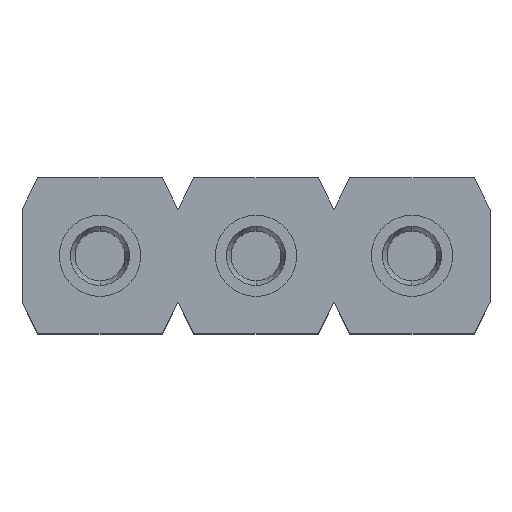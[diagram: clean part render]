
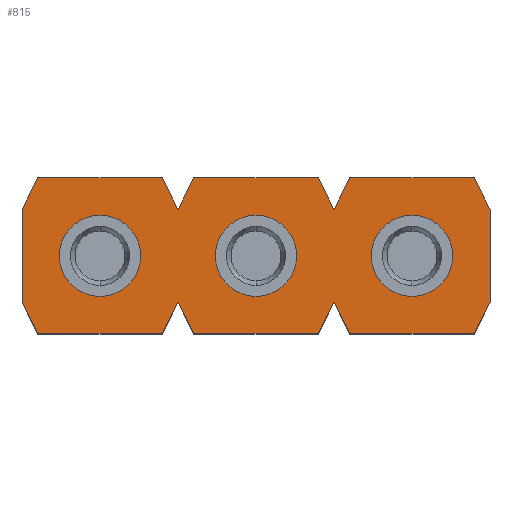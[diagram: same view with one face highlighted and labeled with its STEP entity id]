
A CAD part, top view. The second image highlights one B-rep face of the part: STEP entity #815.
In plain terms, the highlighted planar face has unit normal (0, 0, 1).
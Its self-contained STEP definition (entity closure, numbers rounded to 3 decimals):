
#70=CARTESIAN_POINT('',(0.66,0.,4.42));
#71=VERTEX_POINT('',#70);
#80=CARTESIAN_POINT('',(0.0,0.66,4.42));
#81=VERTEX_POINT('',#80);
#82=CARTESIAN_POINT('',(0.0,0.,4.42));
#83=DIRECTION('',(0.0,0.0,1.0));
#84=DIRECTION('',(0.0,1.0,0.0));
#85=AXIS2_PLACEMENT_3D('',#82,#83,#84);
#86=CIRCLE('',#85,0.66);
#87=EDGE_CURVE('',#71,#81,#86,.T.);
#89=CARTESIAN_POINT('',(-0.66,0.,4.42));
#90=VERTEX_POINT('',#89);
#91=CARTESIAN_POINT('',(0.0,0.,4.42));
#92=DIRECTION('',(0.0,0.0,1.0));
#93=DIRECTION('',(0.0,1.0,0.0));
#94=AXIS2_PLACEMENT_3D('',#91,#92,#93);
#95=CIRCLE('',#94,0.66);
#96=EDGE_CURVE('',#81,#90,#95,.T.);
#130=CARTESIAN_POINT('',(3.2,0.,4.42));
#131=VERTEX_POINT('',#130);
#140=CARTESIAN_POINT('',(2.54,0.66,4.42));
#141=VERTEX_POINT('',#140);
#142=CARTESIAN_POINT('',(2.54,0.,4.42));
#143=DIRECTION('',(0.0,0.0,1.0));
#144=DIRECTION('',(0.0,1.0,0.0));
#145=AXIS2_PLACEMENT_3D('',#142,#143,#144);
#146=CIRCLE('',#145,0.66);
#147=EDGE_CURVE('',#131,#141,#146,.T.);
#149=CARTESIAN_POINT('',(1.88,0.,4.42));
#150=VERTEX_POINT('',#149);
#151=CARTESIAN_POINT('',(2.54,0.,4.42));
#152=DIRECTION('',(0.0,0.0,1.0));
#153=DIRECTION('',(0.0,1.0,0.0));
#154=AXIS2_PLACEMENT_3D('',#151,#152,#153);
#155=CIRCLE('',#154,0.66);
#156=EDGE_CURVE('',#141,#150,#155,.T.);
#190=CARTESIAN_POINT('',(5.74,0.,4.42));
#191=VERTEX_POINT('',#190);
#200=CARTESIAN_POINT('',(5.08,0.66,4.42));
#201=VERTEX_POINT('',#200);
#202=CARTESIAN_POINT('',(5.08,0.,4.42));
#203=DIRECTION('',(0.0,0.0,1.0));
#204=DIRECTION('',(0.0,1.0,0.0));
#205=AXIS2_PLACEMENT_3D('',#202,#203,#204);
#206=CIRCLE('',#205,0.66);
#207=EDGE_CURVE('',#191,#201,#206,.T.);
#209=CARTESIAN_POINT('',(4.42,0.,4.42));
#210=VERTEX_POINT('',#209);
#211=CARTESIAN_POINT('',(5.08,0.,4.42));
#212=DIRECTION('',(0.0,0.0,1.0));
#213=DIRECTION('',(0.0,1.0,0.0));
#214=AXIS2_PLACEMENT_3D('',#211,#212,#213);
#215=CIRCLE('',#214,0.66);
#216=EDGE_CURVE('',#201,#210,#215,.T.);
#259=CARTESIAN_POINT('',(5.08,0.,4.42));
#260=DIRECTION('',(0.0,0.0,1.0));
#261=DIRECTION('',(0.0,1.0,0.0));
#262=AXIS2_PLACEMENT_3D('',#259,#260,#261);
#263=CIRCLE('',#262,0.66);
#264=EDGE_CURVE('',#210,#191,#263,.T.);
#283=CARTESIAN_POINT('',(2.54,0.,4.42));
#284=DIRECTION('',(0.0,0.0,1.0));
#285=DIRECTION('',(0.0,1.0,0.0));
#286=AXIS2_PLACEMENT_3D('',#283,#284,#285);
#287=CIRCLE('',#286,0.66);
#288=EDGE_CURVE('',#150,#131,#287,.T.);
#307=CARTESIAN_POINT('',(0.0,0.,4.42));
#308=DIRECTION('',(0.0,0.0,1.0));
#309=DIRECTION('',(0.0,1.0,0.0));
#310=AXIS2_PLACEMENT_3D('',#307,#308,#309);
#311=CIRCLE('',#310,0.66);
#312=EDGE_CURVE('',#90,#71,#311,.T.);
#322=CARTESIAN_POINT('',(1.524,-1.27,4.42));
#323=VERTEX_POINT('',#322);
#324=CARTESIAN_POINT('',(3.556,-1.27,4.42));
#325=VERTEX_POINT('',#324);
#326=CARTESIAN_POINT('',(1.524,-1.27,4.42));
#327=DIRECTION('',(1.0,0.0,0.0));
#328=VECTOR('',#327,2.032);
#329=LINE('',#326,#328);
#330=EDGE_CURVE('',#323,#325,#329,.T.);
#362=CARTESIAN_POINT('',(1.016,1.27,4.42));
#363=VERTEX_POINT('',#362);
#364=CARTESIAN_POINT('',(-1.016,1.27,4.42));
#365=VERTEX_POINT('',#364);
#366=CARTESIAN_POINT('',(1.016,1.27,4.42));
#367=DIRECTION('',(-1.0,0.0,0.0));
#368=VECTOR('',#367,2.032);
#369=LINE('',#366,#368);
#370=EDGE_CURVE('',#363,#365,#369,.T.);
#402=CARTESIAN_POINT('',(4.064,-1.27,4.42));
#403=VERTEX_POINT('',#402);
#404=CARTESIAN_POINT('',(6.096,-1.27,4.42));
#405=VERTEX_POINT('',#404);
#406=CARTESIAN_POINT('',(4.064,-1.27,4.42));
#407=DIRECTION('',(1.0,0.0,0.0));
#408=VECTOR('',#407,2.032);
#409=LINE('',#406,#408);
#410=EDGE_CURVE('',#403,#405,#409,.T.);
#452=CARTESIAN_POINT('',(1.524,1.27,4.42));
#453=VERTEX_POINT('',#452);
#460=CARTESIAN_POINT('',(3.556,1.27,4.42));
#461=VERTEX_POINT('',#460);
#462=CARTESIAN_POINT('',(3.556,1.27,4.42));
#463=DIRECTION('',(-1.0,0.0,0.0));
#464=VECTOR('',#463,2.032);
#465=LINE('',#462,#464);
#466=EDGE_CURVE('',#461,#453,#465,.T.);
#492=CARTESIAN_POINT('',(6.35,0.762,4.42));
#493=VERTEX_POINT('',#492);
#500=CARTESIAN_POINT('',(6.35,-0.762,4.42));
#501=VERTEX_POINT('',#500);
#502=CARTESIAN_POINT('',(6.35,-0.762,4.42));
#503=DIRECTION('',(0.0,1.0,0.0));
#504=VECTOR('',#503,1.524);
#505=LINE('',#502,#504);
#506=EDGE_CURVE('',#501,#493,#505,.T.);
#530=CARTESIAN_POINT('',(6.096,1.27,4.42));
#531=VERTEX_POINT('',#530);
#538=CARTESIAN_POINT('',(6.35,0.762,4.42));
#539=DIRECTION('',(-0.447,0.894,0.0));
#540=VECTOR('',#539,0.568);
#541=LINE('',#538,#540);
#542=EDGE_CURVE('',#493,#531,#541,.T.);
#561=CARTESIAN_POINT('',(4.064,1.27,4.42));
#562=VERTEX_POINT('',#561);
#569=CARTESIAN_POINT('',(6.096,1.27,4.42));
#570=DIRECTION('',(-1.0,0.0,0.0));
#571=VECTOR('',#570,2.032);
#572=LINE('',#569,#571);
#573=EDGE_CURVE('',#531,#562,#572,.T.);
#592=CARTESIAN_POINT('',(-1.27,0.762,4.42));
#593=VERTEX_POINT('',#592);
#600=CARTESIAN_POINT('',(-1.016,1.27,4.42));
#601=DIRECTION('',(-0.447,-0.894,0.0));
#602=VECTOR('',#601,0.568);
#603=LINE('',#600,#602);
#604=EDGE_CURVE('',#365,#593,#603,.T.);
#623=CARTESIAN_POINT('',(-1.27,-0.762,4.42));
#624=VERTEX_POINT('',#623);
#631=CARTESIAN_POINT('',(-1.27,0.762,4.42));
#632=DIRECTION('',(0.0,-1.0,0.0));
#633=VECTOR('',#632,1.524);
#634=LINE('',#631,#633);
#635=EDGE_CURVE('',#593,#624,#634,.T.);
#654=CARTESIAN_POINT('',(-1.016,-1.27,4.42));
#655=VERTEX_POINT('',#654);
#662=CARTESIAN_POINT('',(-1.27,-0.762,4.42));
#663=DIRECTION('',(0.447,-0.894,0.0));
#664=VECTOR('',#663,0.568);
#665=LINE('',#662,#664);
#666=EDGE_CURVE('',#624,#655,#665,.T.);
#685=CARTESIAN_POINT('',(1.016,-1.27,4.42));
#686=VERTEX_POINT('',#685);
#693=CARTESIAN_POINT('',(-1.016,-1.27,4.42));
#694=DIRECTION('',(1.0,0.0,0.0));
#695=VECTOR('',#694,2.032);
#696=LINE('',#693,#695);
#697=EDGE_CURVE('',#655,#686,#696,.T.);
#715=CARTESIAN_POINT('',(6.096,-1.27,4.42));
#716=DIRECTION('',(0.447,0.894,0.0));
#717=VECTOR('',#716,0.568);
#718=LINE('',#715,#717);
#719=EDGE_CURVE('',#405,#501,#718,.T.);
#725=CARTESIAN_POINT('',(6.731,-1.397,4.42));
#726=DIRECTION('',(0.0,0.0,1.0));
#727=DIRECTION('',(0.0,1.0,0.0));
#728=AXIS2_PLACEMENT_3D('',#725,#726,#727);
#729=PLANE('',#728);
#730=CARTESIAN_POINT('',(1.27,-0.762,4.42));
#731=VERTEX_POINT('',#730);
#732=CARTESIAN_POINT('',(1.524,-1.27,4.42));
#733=DIRECTION('',(-0.447,0.894,0.0));
#734=VECTOR('',#733,0.568);
#735=LINE('',#732,#734);
#736=EDGE_CURVE('',#323,#731,#735,.T.);
#737=ORIENTED_EDGE('',*,*,#736,.F.);
#738=ORIENTED_EDGE('',*,*,#330,.T.);
#739=CARTESIAN_POINT('',(3.81,-0.762,4.42));
#740=VERTEX_POINT('',#739);
#741=CARTESIAN_POINT('',(3.81,-0.762,4.42));
#742=DIRECTION('',(-0.447,-0.894,0.0));
#743=VECTOR('',#742,0.568);
#744=LINE('',#741,#743);
#745=EDGE_CURVE('',#740,#325,#744,.T.);
#746=ORIENTED_EDGE('',*,*,#745,.F.);
#747=CARTESIAN_POINT('',(4.064,-1.27,4.42));
#748=DIRECTION('',(-0.447,0.894,0.0));
#749=VECTOR('',#748,0.568);
#750=LINE('',#747,#749);
#751=EDGE_CURVE('',#403,#740,#750,.T.);
#752=ORIENTED_EDGE('',*,*,#751,.F.);
#753=ORIENTED_EDGE('',*,*,#410,.T.);
#754=ORIENTED_EDGE('',*,*,#719,.T.);
#755=ORIENTED_EDGE('',*,*,#506,.T.);
#756=ORIENTED_EDGE('',*,*,#542,.T.);
#757=ORIENTED_EDGE('',*,*,#573,.T.);
#758=CARTESIAN_POINT('',(3.81,0.762,4.42));
#759=VERTEX_POINT('',#758);
#760=CARTESIAN_POINT('',(3.81,0.762,4.42));
#761=DIRECTION('',(0.447,0.894,0.0));
#762=VECTOR('',#761,0.568);
#763=LINE('',#760,#762);
#764=EDGE_CURVE('',#759,#562,#763,.T.);
#765=ORIENTED_EDGE('',*,*,#764,.F.);
#766=CARTESIAN_POINT('',(3.556,1.27,4.42));
#767=DIRECTION('',(0.447,-0.894,0.0));
#768=VECTOR('',#767,0.568);
#769=LINE('',#766,#768);
#770=EDGE_CURVE('',#461,#759,#769,.T.);
#771=ORIENTED_EDGE('',*,*,#770,.F.);
#772=ORIENTED_EDGE('',*,*,#466,.T.);
#773=CARTESIAN_POINT('',(1.27,0.762,4.42));
#774=VERTEX_POINT('',#773);
#775=CARTESIAN_POINT('',(1.27,0.762,4.42));
#776=DIRECTION('',(0.447,0.894,0.0));
#777=VECTOR('',#776,0.568);
#778=LINE('',#775,#777);
#779=EDGE_CURVE('',#774,#453,#778,.T.);
#780=ORIENTED_EDGE('',*,*,#779,.F.);
#781=CARTESIAN_POINT('',(1.016,1.27,4.42));
#782=DIRECTION('',(0.447,-0.894,0.0));
#783=VECTOR('',#782,0.568);
#784=LINE('',#781,#783);
#785=EDGE_CURVE('',#363,#774,#784,.T.);
#786=ORIENTED_EDGE('',*,*,#785,.F.);
#787=ORIENTED_EDGE('',*,*,#370,.T.);
#788=ORIENTED_EDGE('',*,*,#604,.T.);
#789=ORIENTED_EDGE('',*,*,#635,.T.);
#790=ORIENTED_EDGE('',*,*,#666,.T.);
#791=ORIENTED_EDGE('',*,*,#697,.T.);
#792=CARTESIAN_POINT('',(1.27,-0.762,4.42));
#793=DIRECTION('',(-0.447,-0.894,0.0));
#794=VECTOR('',#793,0.568);
#795=LINE('',#792,#794);
#796=EDGE_CURVE('',#731,#686,#795,.T.);
#797=ORIENTED_EDGE('',*,*,#796,.F.);
#798=EDGE_LOOP('',(#737,#738,#746,#752,#753,#754,#755,#756,#757,#765,#771,#772,#780,#786,#787,#788,#789,#790,#791,#797));
#799=FACE_OUTER_BOUND('',#798,.T.);
#800=ORIENTED_EDGE('',*,*,#96,.F.);
#801=ORIENTED_EDGE('',*,*,#87,.F.);
#802=ORIENTED_EDGE('',*,*,#312,.F.);
#803=EDGE_LOOP('',(#800,#801,#802));
#804=FACE_BOUND('',#803,.T.);
#805=ORIENTED_EDGE('',*,*,#156,.F.);
#806=ORIENTED_EDGE('',*,*,#147,.F.);
#807=ORIENTED_EDGE('',*,*,#288,.F.);
#808=EDGE_LOOP('',(#805,#806,#807));
#809=FACE_BOUND('',#808,.T.);
#810=ORIENTED_EDGE('',*,*,#216,.F.);
#811=ORIENTED_EDGE('',*,*,#207,.F.);
#812=ORIENTED_EDGE('',*,*,#264,.F.);
#813=EDGE_LOOP('',(#810,#811,#812));
#814=FACE_BOUND('',#813,.T.);
#815=ADVANCED_FACE('',(#799,#804,#809,#814),#729,.T.);
